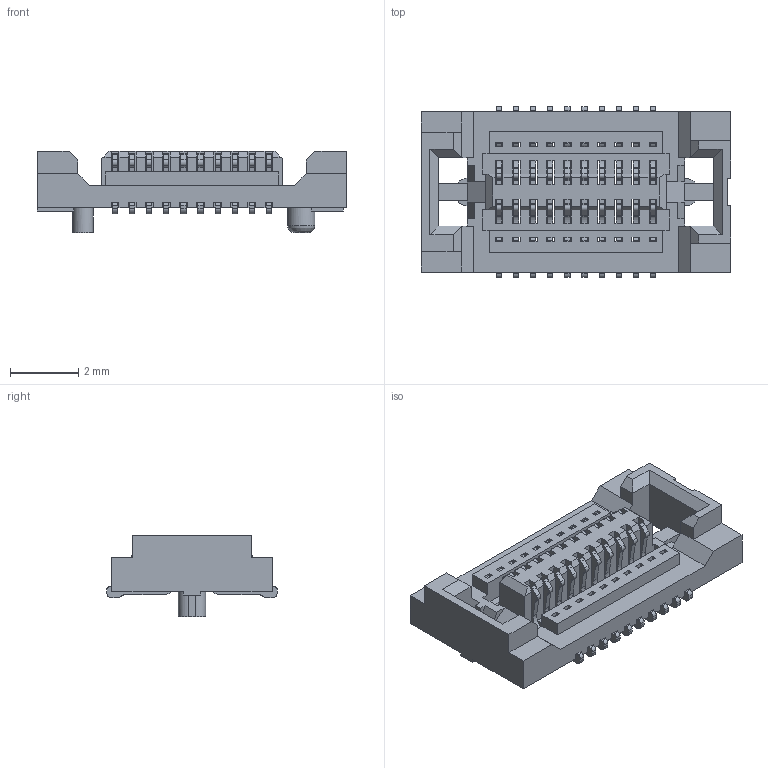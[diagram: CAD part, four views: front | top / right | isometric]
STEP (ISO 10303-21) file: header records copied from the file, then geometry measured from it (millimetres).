
FILE_DESCRIPTION(/* description */ (''),/* implementation_level */ '2;1');
FILE_NAME(/* name */ 'SLH-010-1.50-G-D-A.stp',/* time_stamp */ '2021-04-28T12:49:35-07:00',/* author */ (''),/* organization */ (''),/* preprocessor_version */ 'ST-DEVELOPER v15.2',/* originating_system */ 'Autodesk Translator Framework v2.0.0.5431',/* authorisation */ '');
FILE_SCHEMA (('AUTOMOTIVE_DESIGN { 1 0 10303 214 3 1 1 }'));
Length unit declared in the file: centimetre
Products named in the file (1): SLH 10 pin model
Bounding box: 9.06 x 5 x 2.38 mm (x, y, z)
Volume: 36.2 mm3; surface area: 275.6 mm2
Topology: 2 solids, 2 shells, 1086 faces, 3411 edges, 2265 vertices
Faces by surface type: plane 662, cylinder 423, bspline 1
Full cylindrical faces by diameter (mm): 0.8 x1
Entity records: 38036 total; most frequent: ORIENTED_EDGE 6818, CARTESIAN_POINT 6788, DIRECTION 6436, EDGE_CURVE 3409, LINE 2552, VECTOR 2552, VERTEX_POINT 2264, AXIS2_PLACEMENT_3D 1942
